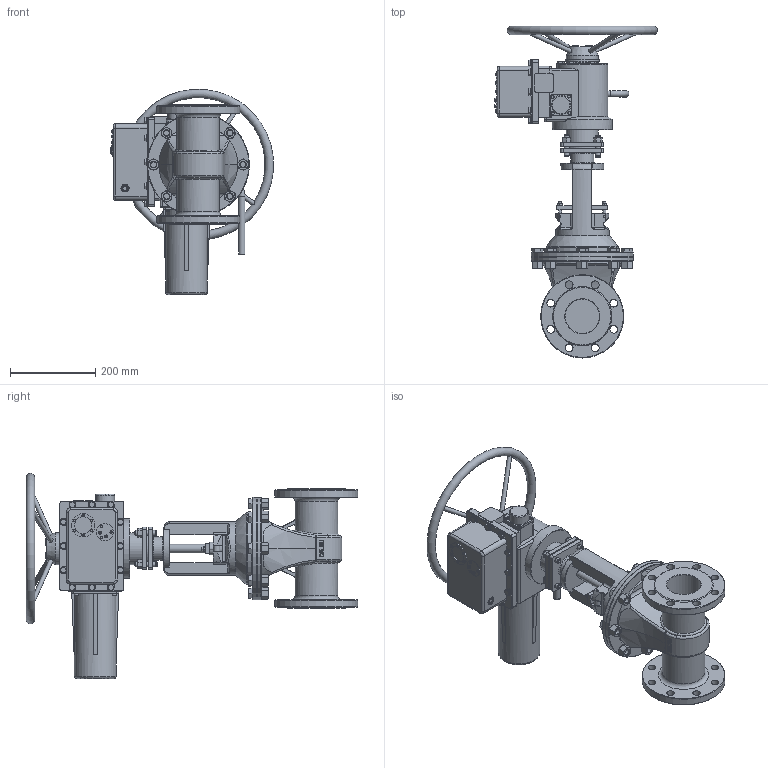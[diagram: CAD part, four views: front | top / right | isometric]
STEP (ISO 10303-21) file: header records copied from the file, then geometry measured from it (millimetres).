
FILE_DESCRIPTION(/* description */ (''),/* implementation_level */ '2;1');
FILE_NAME(/* name */ 'DN80_3D_STEP.stp',/* time_stamp */ '2024-01-16T13:02:44+03:00',/* author */ ('igorr'),/* organization */ (''),/* preprocessor_version */ 'ST-DEVELOPER v19.2',/* originating_system */ 'Autodesk Inventor 2023',/* authorisation */ '');
FILE_SCHEMA (('AUTOMOTIVE_DESIGN { 1 0 10303 214 3 1 1 }'));
Length unit declared in the file: millimetre
Products named in the file (16): Сборка; Деталь1; ANSI B18.2.4.2M - M6x1; AS 1112 - M12  Тип 5; Сборка_Двигатель; Деталь2; AS 1110 - M10 x 16; AS 1110 - M4 x 8; AS 1110 - M8 x 12; AS 1110 - M2,5 x 6; BS 4168 - M4 x 6; BS 4168 - M6 x 10; AS 1421 - M12 x 50 засверленный 
конец; ANSI B18.2.4.2M - M12x1,75; AS 1110 - M16 x 25; ANSI B18.2.4.2M - M16x2
Assembly tree (72 placements, depth 3):
  Сборка
    Деталь1
    ANSI B18.2.4.2M - M6x1  x2
    AS 1112 - M12  Тип 5
    Сборка_Двигатель
      Деталь2
      AS 1110 - M10 x 16  x5
      AS 1110 - M4 x 8  x8
      AS 1110 - M8 x 12  x12
      AS 1110 - M2,5 x 6  x9
      BS 4168 - M4 x 6  x2
      BS 4168 - M6 x 10  x4
    AS 1421 - M12 x 50 засверленный 
конец  x4
    ANSI B18.2.4.2M - M12x1,75  x4
    AS 1110 - M16 x 25  x8
    ANSI B18.2.4.2M - M16x2  x10
Bounding box: 382.15 x 778.6 x 481.37 mm (x, y, z)
Volume: 14784011.7 mm3; surface area: 1099723.5 mm2
Topology: 71 solids, 75 shells, 2342 faces, 5352 edges, 3265 vertices
Faces by surface type: plane 1213, cone 578, cylinder 408, bspline 75, torus 57, sphere 11
Full cylindrical faces by diameter (mm): 2.5 x9, 3 x9, 4 x10, 4.8 x4, 4.917 x2, 5 x27, 6 x4, 7 x14, 8 x16, 10 x25, 10.106 x5, 12 x18, 13 x12, 13.835 x10, 15 x2, 16 x13, 18 x32, 20 x1, 24 x8, 30 x1, 32 x1, 40 x2, 44.558 x1, 45 x1, 55 x2, 70 x2, 75 x3, 80 x4, 97.575 x1, 100 x3
Entity records: 36849 total; most frequent: CARTESIAN_POINT 10584, DIRECTION 5255, ORIENTED_EDGE 5100, EDGE_CURVE 2550, AXIS2_PLACEMENT_3D 2065, VERTEX_POINT 1615, EDGE_LOOP 1255, LINE 1125
